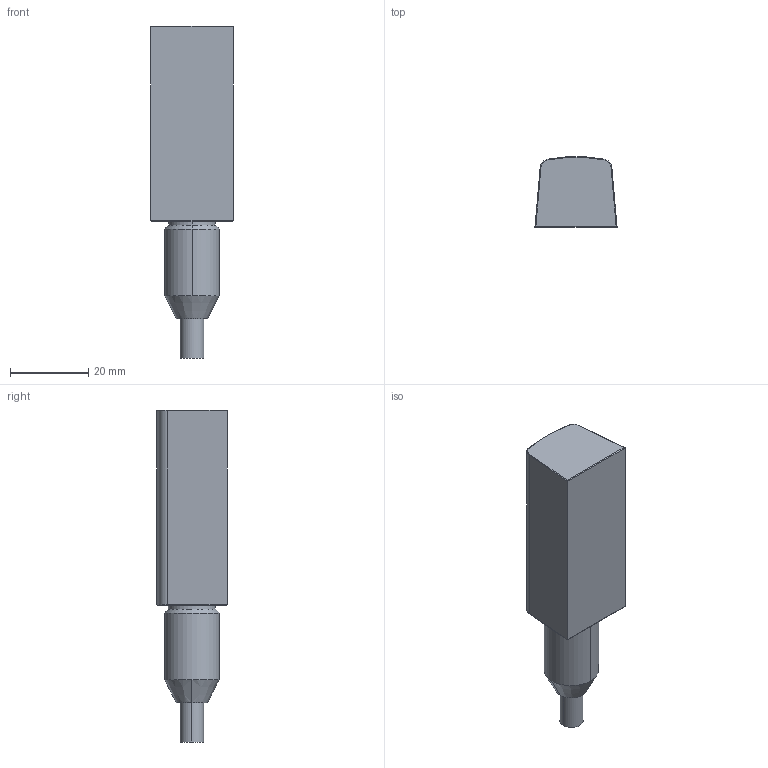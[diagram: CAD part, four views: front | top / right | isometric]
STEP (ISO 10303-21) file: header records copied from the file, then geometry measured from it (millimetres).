
FILE_DESCRIPTION((''),'2;1');
FILE_NAME('F32_E000563A','2006-01-03T',('Pepperl+Fuchs'),('Industriehansa'),'PRO/ENGINEER BY PARAMETRIC TECHNOLOGY CORPORATION, 2005290','PRO/ENGINEER BY PARAMETRIC TECHNOLOGY CORPORATION, 2005290','');
FILE_SCHEMA(('AUTOMOTIVE_DESIGN_CC2 { 1 2 10303 214 -1 1 5 2 }'));
Length unit declared in the file: millimetre
Products named in the file (1): F32_E000563A
Bounding box: 21 x 17.93 x 85 mm (x, y, z)
Volume: 20841.6 mm3; surface area: 5483.3 mm2
Topology: 1 solids, 1 shells, 32 faces, 75 edges, 54 vertices
Faces by surface type: cylinder 15, plane 7, torus 6, cone 2, bspline 2
Entity records: 1358 total; most frequent: CARTESIAN_POINT 284, DIRECTION 165, ORIENTED_EDGE 136, PRESENTATION_STYLE_ASSIGNMENT 80, STYLED_ITEM 77, CURVE_STYLE 76, EDGE_CURVE 68, AXIS2_PLACEMENT_3D 65
